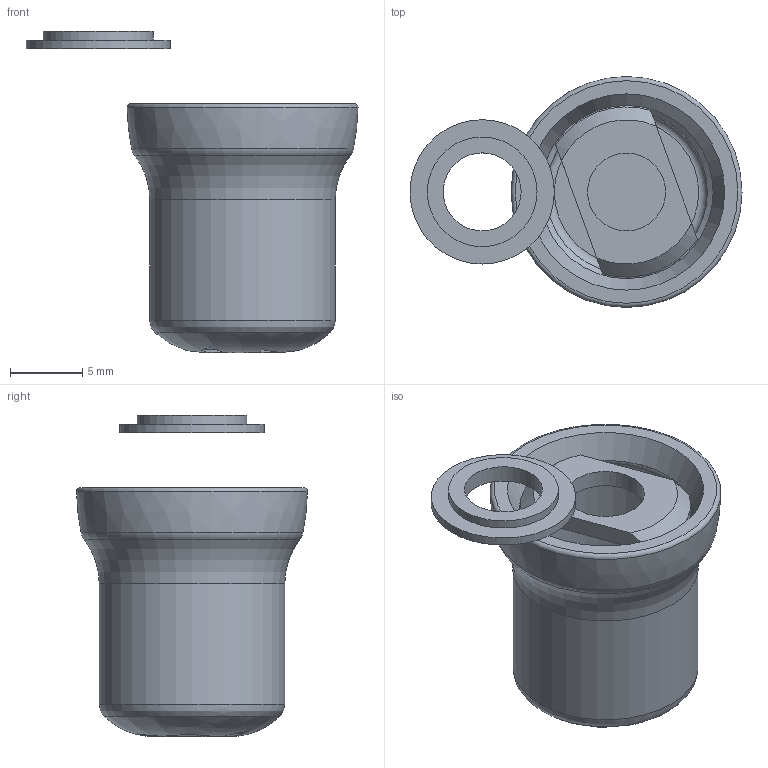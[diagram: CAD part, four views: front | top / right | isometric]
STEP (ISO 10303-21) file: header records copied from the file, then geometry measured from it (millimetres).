
FILE_DESCRIPTION(/* description */ (''),/* implementation_level */ '2;1');
FILE_NAME(/* name */ 'Annex_Engineering_Denali_Hinge_Caps.step',/* time_stamp */ '2021-02-26T23:24:15-05:00',/* author */ (''),/* organization */ (''),/* preprocessor_version */ 'ST-DEVELOPER v18.1',/* originating_system */ 'Autodesk Translation Framework v9.7.1.1290',/* authorisation */ '');
FILE_SCHEMA (('AUTOMOTIVE_DESIGN { 1 0 10303 214 3 1 1 }'));
Length unit declared in the file: millimetre
Products named in the file (5): Denali Hinge Caps; Bolt Cap; Cap Retainer; Cap; Washer
Assembly tree (4 placements, depth 3):
  Denali Hinge Caps
    Bolt Cap
      Cap Retainer
      Cap
    Washer
Bounding box: 23 x 16 x 22.24 mm (x, y, z)
Volume: 1056.2 mm3; surface area: 1926.3 mm2
Topology: 3 solids, 3 shells, 79 faces, 196 edges, 125 vertices
Faces by surface type: plane 44, cylinder 18, torus 9, cone 4, bspline 4
Full cylindrical faces by diameter (mm): 5.4 x2, 7.6 x1, 10 x1, 11.2 x1, 12.854 x1
Entity records: 3819 total; most frequent: CARTESIAN_POINT 1845, ORIENTED_EDGE 392, DIRECTION 382, EDGE_CURVE 196, AXIS2_PLACEMENT_3D 143, VERTEX_POINT 125, LINE 96, VECTOR 96
